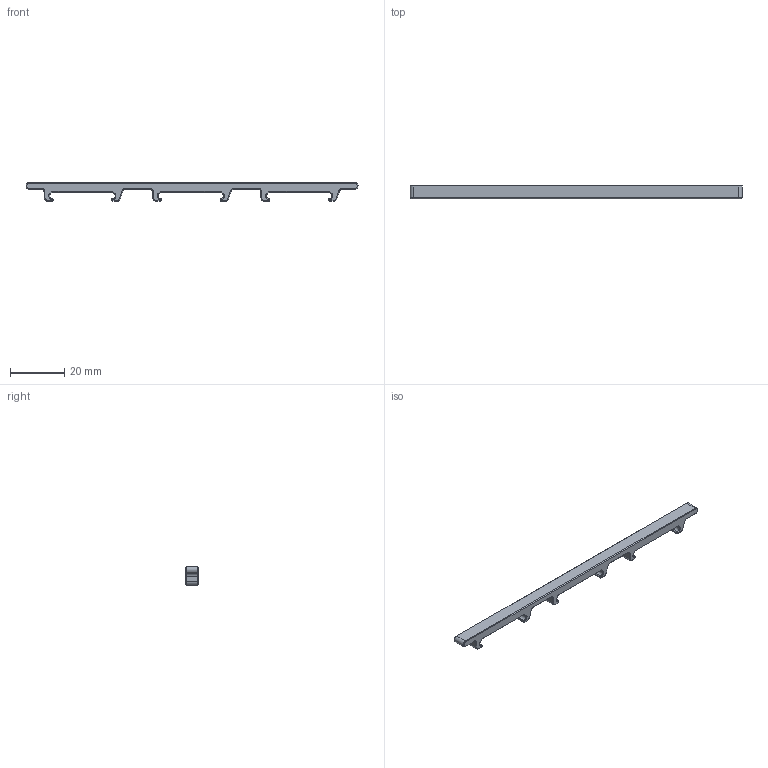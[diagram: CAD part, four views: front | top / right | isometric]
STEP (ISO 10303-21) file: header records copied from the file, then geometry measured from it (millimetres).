
FILE_DESCRIPTION(('FreeCAD Model'),'2;1');
FILE_NAME('Open CASCADE Shape Model','2022-02-22T23:31:42',('Author'),( ''),'Open CASCADE STEP processor 7.5','FreeCAD','Unknown');
FILE_SCHEMA(('AUTOMOTIVE_DESIGN { 1 0 10303 214 1 1 1 1 }'));
Length unit declared in the file: millimetre
Products named in the file (1): triple-locker
Bounding box: 122.5 x 5 x 7 mm (x, y, z)
Volume: 2205.8 mm3; surface area: 2263.4 mm2
Topology: 1 solids, 1 shells, 230 faces, 532 edges, 304 vertices
Faces by surface type: plane 116, cone 76, cylinder 38
Entity records: 13432 total; most frequent: CARTESIAN_POINT 2419, DIRECTION 2172, LINE 1332, VECTOR 1332, ORIENTED_EDGE 1064, PCURVE 1064, DEFINITIONAL_REPRESENTATION 1064, EDGE_CURVE 532
